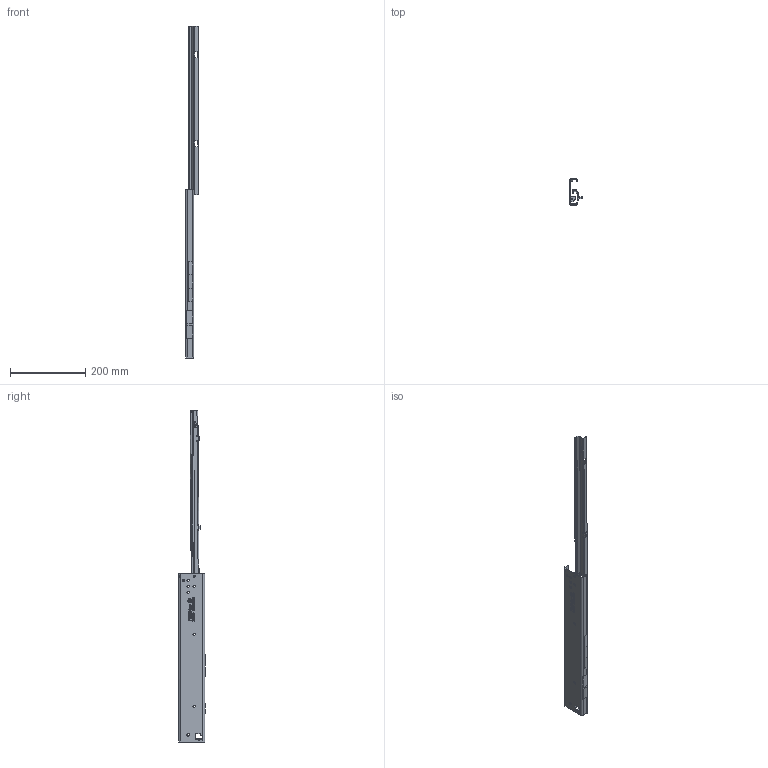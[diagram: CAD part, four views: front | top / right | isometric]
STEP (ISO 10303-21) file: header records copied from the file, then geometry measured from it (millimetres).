
FILE_DESCRIPTION (( 'STEP AP214' ), '1' );
FILE_NAME ('FR_7100_SCC_US.0450mm_18inch_open_left.STEP', '2023-03-22T15:31:20', ( '' ), ( '' ), 'SwSTEP 2.0', 'SolidWorks 2020', '' );
FILE_SCHEMA (( 'AUTOMOTIVE_DESIGN' ));
Length unit declared in the file: millimetre
Products named in the file (6): CS# 7100.XXX-01.0000_NL 450; FR_7100_SCC_US.0450mm_18inch_open_left; PG-018; CS# 7100.XXX-03.S097_NL 450
Assembly tree (6 placements, depth 3):
  FR_7100_SCC_US.0450mm_18inch_open_left
    CS# 7100.XXX-01.0000_NL 450
      CS# 7100.XXX-01.0000_NL 450
      PG-018  x2
    CS# 7100.XXX-03.S097_NL 450
      CS# 7100.XXX-03.S097_NL 450
Bounding box: 34.55 x 70.8 x 885.01 mm (x, y, z)
Volume: 160436.3 mm3; surface area: 143741.2 mm2
Topology: 4 solids, 4 shells, 974 faces, 2564 edges, 1640 vertices
Faces by surface type: plane 543, bspline 173, cylinder 153, cone 87, torus 16, sphere 2
Entity records: 48617 total; most frequent: CARTESIAN_POINT 20177, ORIENTED_EDGE 5020, DIRECTION 3907, EDGE_CURVE 2510, VERTEX_POINT 1612, VECTOR 1511, LINE 1511, AXIS2_PLACEMENT_3D 1198
